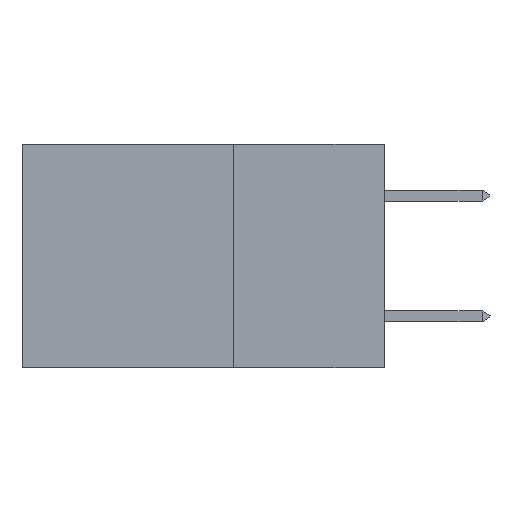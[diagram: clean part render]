
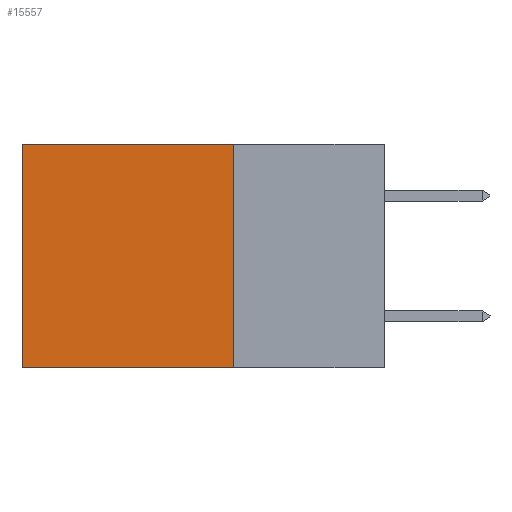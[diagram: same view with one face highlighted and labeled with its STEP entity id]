
A CAD part, left-side view. The second image highlights one B-rep face of the part: STEP entity #15557.
In plain terms, the highlighted planar face has unit normal (-1, 0, 0).
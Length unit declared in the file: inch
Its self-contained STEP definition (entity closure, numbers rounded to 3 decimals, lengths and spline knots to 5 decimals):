
#1192 = ORIENTED_EDGE ( 'NONE', *, *, #8226, .T. ) ;
#2013 = DIRECTION ( 'NONE',  ( 0., 1., 0. ) ) ;
#2882 = AXIS2_PLACEMENT_3D ( 'NONE', #18347, #6415, #15994 ) ;
#4505 = CARTESIAN_POINT ( 'NONE',  ( 0.2875, 0.25, -0.37 ) ) ;
#5118 = DIRECTION ( 'NONE',  ( 0., 0., -1. ) ) ;
#5271 = CARTESIAN_POINT ( 'NONE',  ( 0.2875, 0.6, 0. ) ) ;
#6415 = DIRECTION ( 'NONE',  ( 1., 0., 0. ) ) ;
#6958 = LINE ( 'NONE', #9167, #24814 ) ;
#8120 = LINE ( 'NONE', #12503, #10033 ) ;
#8226 = EDGE_CURVE ( 'NONE', #9050, #30230, #14691, .T. ) ;
#8353 = ORIENTED_EDGE ( 'NONE', *, *, #13976, .T. ) ;
#9050 = VERTEX_POINT ( 'NONE', #25401 ) ;
#9167 = CARTESIAN_POINT ( 'NONE',  ( 0.2875, 0.25, 0. ) ) ;
#9262 = CARTESIAN_POINT ( 'NONE',  ( 0.2875, 0.25, 0. ) ) ;
#9427 = FACE_OUTER_BOUND ( 'NONE', #18102, .T. ) ;
#10033 = VECTOR ( 'NONE', #12658, 39.37008 ) ;
#11679 = DIRECTION ( 'NONE',  ( 0., 1., 0. ) ) ;
#11684 = VERTEX_POINT ( 'NONE', #4505 ) ;
#12503 = CARTESIAN_POINT ( 'NONE',  ( 0.2875, 0.25, 0. ) ) ;
#12658 = DIRECTION ( 'NONE',  ( 0., 0., -1. ) ) ;
#13976 = EDGE_CURVE ( 'NONE', #29156, #9050, #6958, .T. ) ;
#14275 = PLANE ( 'NONE',  #2882 ) ;
#14691 = LINE ( 'NONE', #5271, #18706 ) ;
#15557 = ADVANCED_FACE ( 'NONE', ( #9427 ), #14275, .F. ) ;
#15994 = DIRECTION ( 'NONE',  ( 0., 0., -1. ) ) ;
#18102 = EDGE_LOOP ( 'NONE', ( #1192, #27846, #19438, #8353 ) ) ;
#18347 = CARTESIAN_POINT ( 'NONE',  ( 0.2875, 0.25, 0. ) ) ;
#18706 = VECTOR ( 'NONE', #5118, 39.37008 ) ;
#19438 = ORIENTED_EDGE ( 'NONE', *, *, #27964, .F. ) ;
#21112 = LINE ( 'NONE', #23306, #27931 ) ;
#23306 = CARTESIAN_POINT ( 'NONE',  ( 0.2875, 0.25, -0.37 ) ) ;
#24814 = VECTOR ( 'NONE', #11679, 39.37008 ) ;
#25401 = CARTESIAN_POINT ( 'NONE',  ( 0.2875, 0.6, 0. ) ) ;
#26653 = EDGE_CURVE ( 'NONE', #11684, #30230, #21112, .T. ) ;
#27737 = CARTESIAN_POINT ( 'NONE',  ( 0.2875, 0.6, -0.37 ) ) ;
#27846 = ORIENTED_EDGE ( 'NONE', *, *, #26653, .F. ) ;
#27931 = VECTOR ( 'NONE', #2013, 39.37008 ) ;
#27964 = EDGE_CURVE ( 'NONE', #29156, #11684, #8120, .T. ) ;
#29156 = VERTEX_POINT ( 'NONE', #9262 ) ;
#30230 = VERTEX_POINT ( 'NONE', #27737 ) ;
